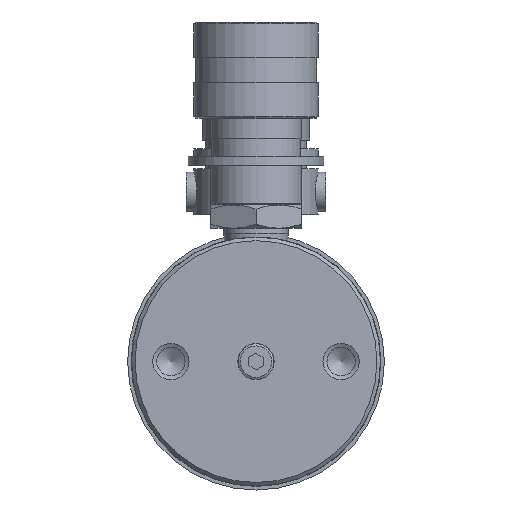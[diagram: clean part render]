
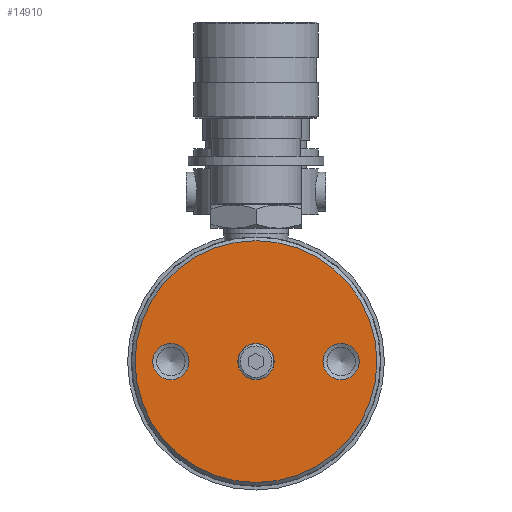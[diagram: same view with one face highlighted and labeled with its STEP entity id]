
A CAD part, front view. The second image highlights one B-rep face of the part: STEP entity #14910.
In plain terms, the highlighted planar face has unit normal (0, -1, 0).
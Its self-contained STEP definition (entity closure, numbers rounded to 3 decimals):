
#681 = VERTEX_POINT ( 'NONE', #13660 ) ;
#732 = FACE_BOUND ( 'NONE', #9333, .T. ) ;
#1168 = ORIENTED_EDGE ( 'NONE', *, *, #9667, .F. ) ;
#1703 = EDGE_LOOP ( 'NONE', ( #13674 ) ) ;
#1848 = CARTESIAN_POINT ( 'NONE',  ( 23.85, 0., 0. ) ) ;
#1911 = PLANE ( 'NONE',  #11189 ) ;
#2596 = CIRCLE ( 'NONE', #13225, 5.08 ) ;
#3154 = DIRECTION ( 'NONE',  ( 0., 0., -1. ) ) ;
#3270 = DIRECTION ( 'NONE',  ( 0., 0., 1. ) ) ;
#3330 = CARTESIAN_POINT ( 'NONE',  ( 23.85, 0., -5.08 ) ) ;
#4189 = FACE_OUTER_BOUND ( 'NONE', #9528, .T. ) ;
#4295 = DIRECTION ( 'NONE',  ( 0., -1., 0. ) ) ;
#4765 = CIRCLE ( 'NONE', #6398, 33.9 ) ;
#5256 = CIRCLE ( 'NONE', #8044, 5.075 ) ;
#6016 = VERTEX_POINT ( 'NONE', #8508 ) ;
#6398 = AXIS2_PLACEMENT_3D ( 'NONE', #12144, #4295, #13456 ) ;
#6418 = EDGE_CURVE ( 'NONE', #681, #681, #5256, .T. ) ;
#6812 = DIRECTION ( 'NONE',  ( 0., 0., -1. ) ) ;
#6992 = DIRECTION ( 'NONE',  ( 0., -1., 0. ) ) ;
#8044 = AXIS2_PLACEMENT_3D ( 'NONE', #9390, #15943, #6812 ) ;
#8400 = AXIS2_PLACEMENT_3D ( 'NONE', #14777, #6992, #16112 ) ;
#8469 = EDGE_CURVE ( 'NONE', #6016, #6016, #11856, .T. ) ;
#8500 = CARTESIAN_POINT ( 'NONE',  ( -5.075, 0., 0. ) ) ;
#8508 = CARTESIAN_POINT ( 'NONE',  ( -23.85, 0., -5.08 ) ) ;
#8513 = FACE_BOUND ( 'NONE', #1703, .T. ) ;
#9333 = EDGE_LOOP ( 'NONE', ( #10388 ) ) ;
#9390 = CARTESIAN_POINT ( 'NONE',  ( 0., 0., 0. ) ) ;
#9528 = EDGE_LOOP ( 'NONE', ( #16899 ) ) ;
#9667 = EDGE_CURVE ( 'NONE', #11327, #11327, #2596, .T. ) ;
#10388 = ORIENTED_EDGE ( 'NONE', *, *, #6418, .F. ) ;
#11025 = DIRECTION ( 'NONE',  ( 0., -1., 0. ) ) ;
#11127 = DIRECTION ( 'NONE',  ( 0., 1., 0. ) ) ;
#11189 = AXIS2_PLACEMENT_3D ( 'NONE', #8500, #11127, #3270 ) ;
#11327 = VERTEX_POINT ( 'NONE', #3330 ) ;
#11543 = CARTESIAN_POINT ( 'NONE',  ( 0., 0., 33.9 ) ) ;
#11856 = CIRCLE ( 'NONE', #8400, 5.08 ) ;
#12144 = CARTESIAN_POINT ( 'NONE',  ( 0., 0., 0. ) ) ;
#13225 = AXIS2_PLACEMENT_3D ( 'NONE', #1848, #11025, #3154 ) ;
#13456 = DIRECTION ( 'NONE',  ( 0., 0., 1. ) ) ;
#13660 = CARTESIAN_POINT ( 'NONE',  ( 0., 0., -5.075 ) ) ;
#13674 = ORIENTED_EDGE ( 'NONE', *, *, #8469, .F. ) ;
#14777 = CARTESIAN_POINT ( 'NONE',  ( -23.85, 0., 0. ) ) ;
#14910 = ADVANCED_FACE ( 'NONE', ( #15463, #8513, #4189, #732 ), #1911, .F. ) ;
#15169 = VERTEX_POINT ( 'NONE', #11543 ) ;
#15463 = FACE_BOUND ( 'NONE', #15634, .T. ) ;
#15634 = EDGE_LOOP ( 'NONE', ( #1168 ) ) ;
#15943 = DIRECTION ( 'NONE',  ( 0., -1., 0. ) ) ;
#16112 = DIRECTION ( 'NONE',  ( 0., 0., -1. ) ) ;
#16763 = EDGE_CURVE ( 'NONE', #15169, #15169, #4765, .T. ) ;
#16899 = ORIENTED_EDGE ( 'NONE', *, *, #16763, .T. ) ;
